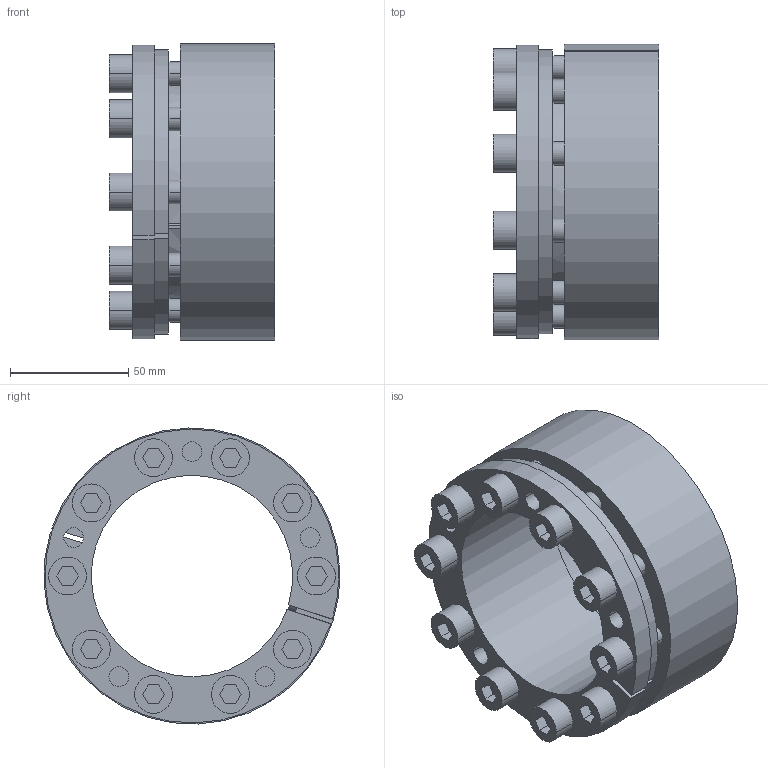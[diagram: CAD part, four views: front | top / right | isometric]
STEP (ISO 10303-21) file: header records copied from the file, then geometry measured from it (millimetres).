
FILE_DESCRIPTION((''),'2;1');
FILE_NAME('082005085125_INT_ASM','2006-02-22T',('Rathmann'),(''),'PRO/ENGINEER BY PARAMETRIC TECHNOLOGY CORPORATION, 2005180','PRO/ENGINEER BY PARAMETRIC TECHNOLOGY CORPORATION, 2005180','');
FILE_SCHEMA(('AUTOMOTIVE_DESIGN_CC2 { 1 2 10303 214 -1 1 5 2 }'));
Length unit declared in the file: millimetre
Products named in the file (4): 082005085125I_INT; 082005085125A_INT; DIN912-M10X35_INT; 082005085125_INT_ASM
Assembly tree (12 placements, depth 2):
  082005085125_INT_ASM
    082005085125I_INT
    082005085125A_INT
    DIN912-M10X35_INT  x10
Bounding box: 70 x 124.89 x 124.93 mm (x, y, z)
Volume: 362030.5 mm3; surface area: 119307 mm2
Topology: 12 solids, 12 shells, 226 faces, 564 edges, 420 vertices
Faces by surface type: plane 110, cylinder 94, cone 22
Entity records: 3197 total; most frequent: DIRECTION 579, CARTESIAN_POINT 521, ORIENTED_EDGE 440, AXIS2_PLACEMENT_3D 228, EDGE_CURVE 220, VERTEX_POINT 146, EDGE_LOOP 134, VECTOR 123
